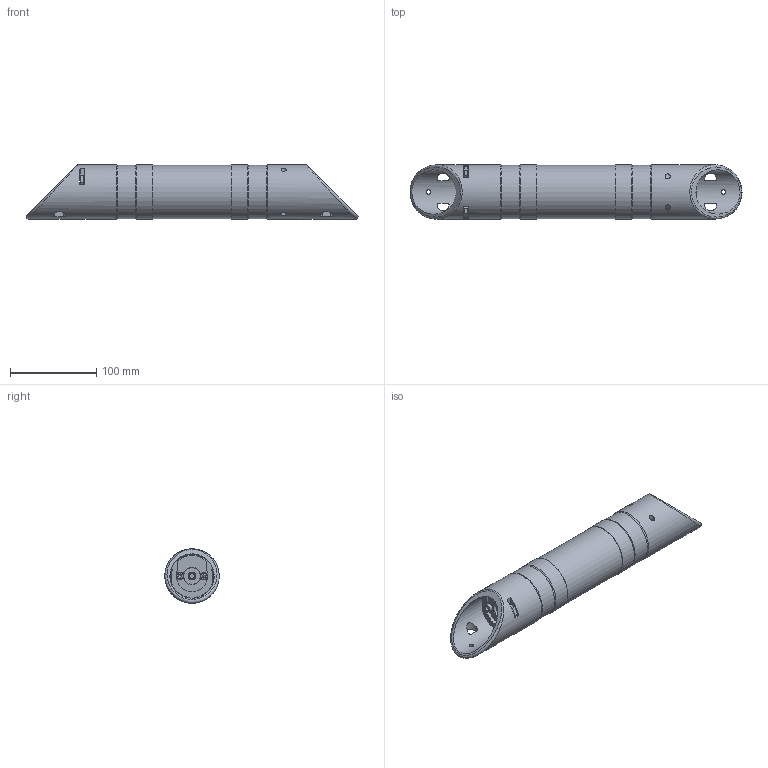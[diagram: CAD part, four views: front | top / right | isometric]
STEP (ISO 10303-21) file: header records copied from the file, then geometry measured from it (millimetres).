
FILE_DESCRIPTION(/* description */ (''),/* implementation_level */ '2;1');
FILE_NAME(/* name */ '8325-000-3311.stp',/* time_stamp */ '2018-05-02T10:39:19+01:00',/* author */ ('sxa'),/* organization */ (''),/* preprocessor_version */ 'ST-DEVELOPER v17',/* originating_system */ 'Autodesk Inventor 2018',/* authorisation */ '');
FILE_SCHEMA (('AUTOMOTIVE_DESIGN { 1 0 10303 214 3 1 1 }'));
Length unit declared in the file: millimetre
Products named in the file (1): 8325-000-3311
Bounding box: 384.88 x 63 x 63 mm (x, y, z)
Volume: 837987.7 mm3; surface area: 160559.3 mm2
Topology: 1 solids, 1 shells, 244 faces, 773 edges, 528 vertices
Faces by surface type: plane 110, cylinder 77, torus 32, cone 23, bspline 2
Full cylindrical faces by diameter (mm): 3.8 x1, 5 x2, 5.2 x2, 5.45 x1, 6 x4, 6.5 x1, 8.25 x1, 8.3 x1, 8.5 x2, 19 x1, 45 x1, 50 x2, 51.4 x2, 61.9 x3, 63 x4
Entity records: 10391 total; most frequent: CARTESIAN_POINT 3111, ORIENTED_EDGE 1542, DIRECTION 1432, EDGE_CURVE 771, AXIS2_PLACEMENT_3D 542, VERTEX_POINT 528, LINE 348, VECTOR 348
